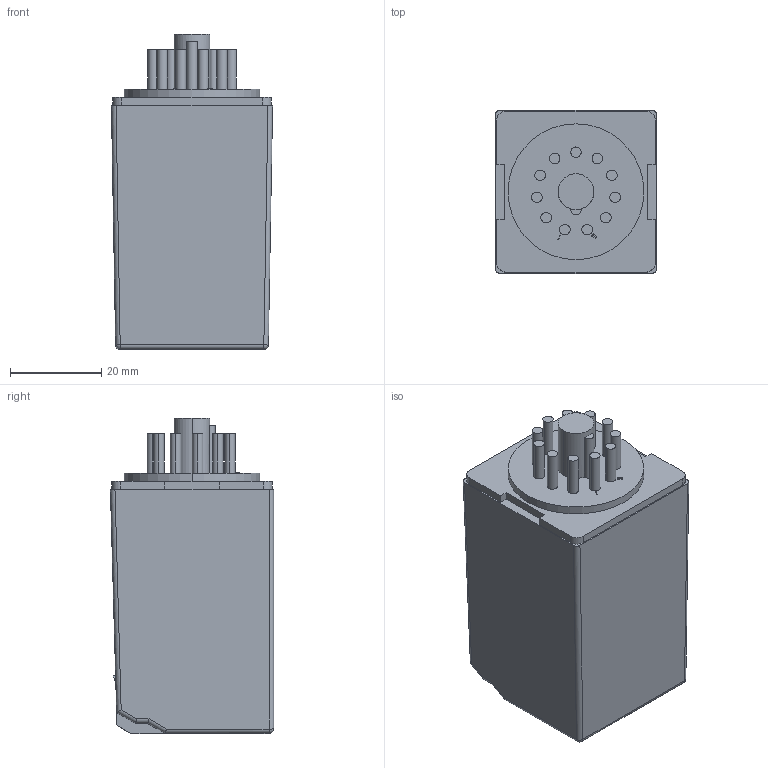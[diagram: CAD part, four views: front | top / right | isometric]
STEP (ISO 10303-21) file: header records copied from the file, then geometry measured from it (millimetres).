
FILE_DESCRIPTION((''),'2;1');
FILE_NAME('C-7-1393091-0','2009-12-17T',('workeradm'),(''),'PRO/ENGINEER BY PARAMETRIC TECHNOLOGY CORPORATION, 2008380','PRO/ENGINEER BY PARAMETRIC TECHNOLOGY CORPORATION, 2008380','');
FILE_SCHEMA(('AUTOMOTIVE_DESIGN { 1 0 10303 214 1 1 1 1 }'));
Length unit declared in the file: millimetre
Products named in the file (1): C-7-1393091-0
Bounding box: 35.3 x 35.75 x 69 mm (x, y, z)
Volume: 68106 mm3; surface area: 11349.3 mm2
Topology: 1 solids, 1 shells, 152 faces, 381 edges, 252 vertices
Faces by surface type: plane 99, cylinder 51, sphere 2
Entity records: 5049 total; most frequent: CARTESIAN_POINT 1301, ORIENTED_EDGE 762, DIRECTION 759, EDGE_CURVE 381, VECTOR 273, LINE 273, VERTEX_POINT 252, AXIS2_PLACEMENT_3D 243
